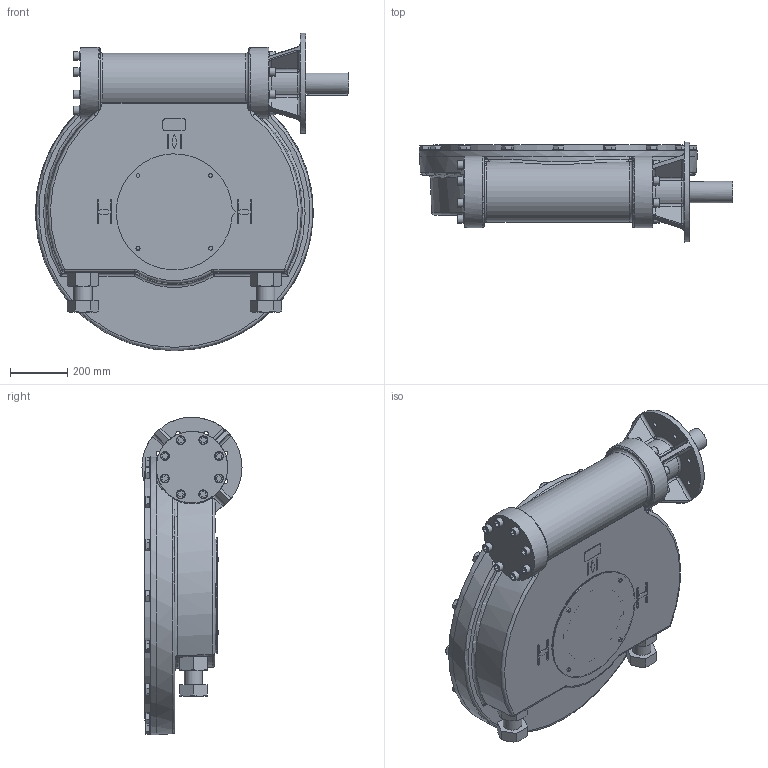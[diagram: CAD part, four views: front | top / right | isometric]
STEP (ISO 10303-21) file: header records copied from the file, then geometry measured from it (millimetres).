
FILE_DESCRIPTION(/* description */ ('Unknown'),/* implementation_level */ '2;1');
FILE_NAME(/* name */ 'PUB-IW126-N-1_SOLID_0-0',/* time_stamp */ '2019-11-12T19:20:45+00:00',/* author */ ('Unknown'),/* organization */ ('Unknown'),/* preprocessor_version */ 'ST-DEVELOPER v16.7',/* originating_system */ 'DEX',/* authorisation */ $);
FILE_SCHEMA (('AUTOMOTIVE_DESIGN {1 0 10303 214 3 1 1}'));
Length unit declared in the file: millimetre
Products named in the file (1): PUB-IW126-N-1_SOLID_0-0
Bounding box: 1095.5 x 349.99 x 1110.99 mm (x, y, z)
Volume: 156085196.6 mm3; surface area: 3186664.5 mm2
Topology: 1 solids, 1 shells, 1034 faces, 2403 edges, 1439 vertices
Faces by surface type: plane 601, cone 192, cylinder 134, bspline 68, torus 25, sphere 14
Full cylindrical faces by diameter (mm): 10 x1, 16.25 x8, 17.5 x2, 30 x16, 30.7 x16, 31.67 x8, 39 x16, 64 x2, 75 x1, 75.4 x1, 110 x2, 200.1 x1, 250 x2, 330 x1, 350 x1, 400 x1, 871 x1, 972 x1
Entity records: 31833 total; most frequent: CARTESIAN_POINT 10133, ORIENTED_EDGE 4392, DIRECTION 4317, EDGE_CURVE 2196, AXIS2_PLACEMENT_3D 1662, VERTEX_POINT 1382, FACE_BOUND 1268, EDGE_LOOP 1257
